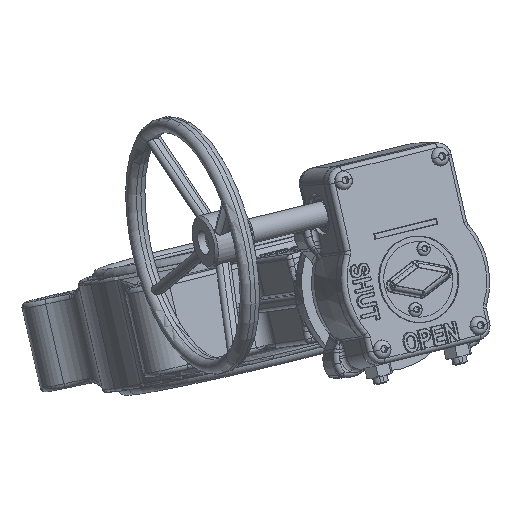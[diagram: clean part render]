
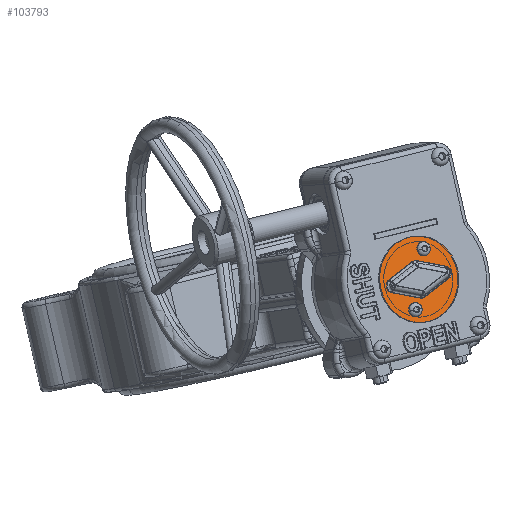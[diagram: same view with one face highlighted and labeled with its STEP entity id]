
A CAD part, top view. The second image highlights one B-rep face of the part: STEP entity #103793.
In plain terms, the highlighted face is planar.
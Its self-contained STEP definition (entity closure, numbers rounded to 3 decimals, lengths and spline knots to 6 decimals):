
#524 = AXIS2_PLACEMENT_3D ( 'NONE', #109451, #29699, #20887 ) ;
#2139 = ORIENTED_EDGE ( 'NONE', *, *, #42299, .F. ) ;
#2230 = CARTESIAN_POINT ( 'NONE',  ( 0., 0.004851, 0.01875 ) ) ;
#2528 = CARTESIAN_POINT ( 'NONE',  ( -0.004784, -0.011548, 0.01875 ) ) ;
#2647 = VERTEX_POINT ( 'NONE', #75441 ) ;
#2925 = VECTOR ( 'NONE', #25063, 1. ) ;
#3225 = DIRECTION ( 'NONE',  ( 0., 0., -1. ) ) ;
#5650 = ORIENTED_EDGE ( 'NONE', *, *, #56567, .T. ) ;
#6492 = ORIENTED_EDGE ( 'NONE', *, *, #34748, .T. ) ;
#7315 = DIRECTION ( 'NONE',  ( 0., 0., -1. ) ) ;
#7715 = VERTEX_POINT ( 'NONE', #103166 ) ;
#8022 = LINE ( 'NONE', #42752, #2925 ) ;
#9090 = CIRCLE ( 'NONE', #71183, 0.00285 ) ;
#9986 = CARTESIAN_POINT ( 'NONE',  ( 0., -0.004851, 0.01875 ) ) ;
#11154 = DIRECTION ( 'NONE',  ( 0., 0., -1. ) ) ;
#11488 = EDGE_CURVE ( 'NONE', #101672, #7715, #75819, .T. ) ;
#11946 = DIRECTION ( 'NONE',  ( 1., 0., 0. ) ) ;
#13695 = DIRECTION ( 'NONE',  ( 0., -1., 0. ) ) ;
#14140 = CARTESIAN_POINT ( 'NONE',  ( -0.012793, -0.002613, 0.01875 ) ) ;
#14828 = EDGE_CURVE ( 'NONE', #113430, #93854, #8022, .T. ) ;
#15222 = CARTESIAN_POINT ( 'NONE',  ( 0.001082, -0.007464, 0.01875 ) ) ;
#15333 = VERTEX_POINT ( 'NONE', #90006 ) ;
#16134 = DIRECTION ( 'NONE',  ( 1., 0., 0. ) ) ;
#16959 = AXIS2_PLACEMENT_3D ( 'NONE', #9986, #11154, #81928 ) ;
#17212 = CIRCLE ( 'NONE', #103930, 0.002828 ) ;
#17483 = CARTESIAN_POINT ( 'NONE',  ( -0.001082, 0.007464, 0.01875 ) ) ;
#19473 = LINE ( 'NONE', #100382, #113325 ) ;
#20887 = DIRECTION ( 'NONE',  ( 1., 0., 0. ) ) ;
#21461 = CARTESIAN_POINT ( 'NONE',  ( 0.004784, 0.011548, 0.01875 ) ) ;
#22286 = AXIS2_PLACEMENT_3D ( 'NONE', #91409, #39400, #84858 ) ;
#22385 = CARTESIAN_POINT ( 'NONE',  ( -0.004784, -0.014398, 0.01875 ) ) ;
#25063 = DIRECTION ( 'NONE',  ( 0.924, 0.383, 0. ) ) ;
#28024 = VERTEX_POINT ( 'NONE', #14140 ) ;
#29699 = DIRECTION ( 'NONE',  ( 0., 0., -1. ) ) ;
#30014 = ORIENTED_EDGE ( 'NONE', *, *, #110653, .F. ) ;
#30292 = DIRECTION ( 'NONE',  ( 0., -1., 0. ) ) ;
#30703 = ORIENTED_EDGE ( 'NONE', *, *, #100376, .T. ) ;
#31759 = CIRCLE ( 'NONE', #35562, 0.002828 ) ;
#33166 = VERTEX_POINT ( 'NONE', #22385 ) ;
#33781 = PLANE ( 'NONE',  #53052 ) ;
#34285 = LINE ( 'NONE', #106374, #36212 ) ;
#34308 = DIRECTION ( 'NONE',  ( 0.924, -0.383, 0. ) ) ;
#34748 = EDGE_CURVE ( 'NONE', #75095, #101672, #115793, .T. ) ;
#35562 = AXIS2_PLACEMENT_3D ( 'NONE', #68906, #112662, #60664 ) ;
#36212 = VECTOR ( 'NONE', #98681, 1. ) ;
#38076 = CARTESIAN_POINT ( 'NONE',  ( 0.004784, 0.011548, 0.01875 ) ) ;
#38456 = DIRECTION ( 'NONE',  ( 0., 0., -1. ) ) ;
#39400 = DIRECTION ( 'NONE',  ( 0., 0., -1. ) ) ;
#40766 = CARTESIAN_POINT ( 'NONE',  ( -0.004784, -0.011548, 0.01875 ) ) ;
#41346 = DIRECTION ( 'NONE',  ( 0., 0., -1. ) ) ;
#42158 = VERTEX_POINT ( 'NONE', #61693 ) ;
#42299 = EDGE_CURVE ( 'NONE', #2647, #50870, #99197, .T. ) ;
#42752 = CARTESIAN_POINT ( 'NONE',  ( -0.002797, 0.006754, 0.01875 ) ) ;
#43212 = FACE_OUTER_BOUND ( 'NONE', #77841, .T. ) ;
#44324 = CARTESIAN_POINT ( 'NONE',  ( 0.002797, 0.006754, 0.01875 ) ) ;
#45150 = DIRECTION ( 'NONE',  ( -1., 0., 0. ) ) ;
#46167 = VERTEX_POINT ( 'NONE', #78466 ) ;
#46406 = EDGE_LOOP ( 'NONE', ( #6492, #46503, #89866, #95210, #87177, #5650, #63728, #109322, #60578 ) ) ;
#46503 = ORIENTED_EDGE ( 'NONE', *, *, #11488, .T. ) ;
#49250 = DIRECTION ( 'NONE',  ( 0., -1., 0. ) ) ;
#50870 = VERTEX_POINT ( 'NONE', #74089 ) ;
#51436 = EDGE_CURVE ( 'NONE', #93122, #42158, #88556, .T. ) ;
#53052 = AXIS2_PLACEMENT_3D ( 'NONE', #96426, #7315, #16134 ) ;
#54602 = DIRECTION ( 'NONE',  ( 0., 0., -1. ) ) ;
#55448 = DIRECTION ( 'NONE',  ( -0.924, -0.383, 0. ) ) ;
#56567 = EDGE_CURVE ( 'NONE', #42158, #28024, #34285, .T. ) ;
#57695 = EDGE_LOOP ( 'NONE', ( #113807, #30703 ) ) ;
#58053 = AXIS2_PLACEMENT_3D ( 'NONE', #40766, #41346, #13695 ) ;
#58777 = VERTEX_POINT ( 'NONE', #95846 ) ;
#59200 = FACE_BOUND ( 'NONE', #57695, .T. ) ;
#59897 = CIRCLE ( 'NONE', #58053, 0.00285 ) ;
#60578 = ORIENTED_EDGE ( 'NONE', *, *, #88044, .T. ) ;
#60664 = DIRECTION ( 'NONE',  ( 1., 0., 0. ) ) ;
#61693 = CARTESIAN_POINT ( 'NONE',  ( -0.001082, -0.007464, 0.01875 ) ) ;
#63453 = CARTESIAN_POINT ( 'NONE',  ( 0., 0., 0.01875 ) ) ;
#63728 = ORIENTED_EDGE ( 'NONE', *, *, #80611, .T. ) ;
#67960 = CIRCLE ( 'NONE', #79265, 0.00285 ) ;
#68906 = CARTESIAN_POINT ( 'NONE',  ( 0.011711, 0., 0.01875 ) ) ;
#71183 = AXIS2_PLACEMENT_3D ( 'NONE', #38076, #94147, #49250 ) ;
#71520 = CIRCLE ( 'NONE', #113073, 0.00285 ) ;
#73114 = ORIENTED_EDGE ( 'NONE', *, *, #87308, .T. ) ;
#73288 = DIRECTION ( 'NONE',  ( 0., 0., -1. ) ) ;
#73589 = EDGE_CURVE ( 'NONE', #46167, #93122, #19473, .T. ) ;
#74089 = CARTESIAN_POINT ( 'NONE',  ( 0.0175, 0., 0.01875 ) ) ;
#74258 = EDGE_LOOP ( 'NONE', ( #95292, #73114 ) ) ;
#74897 = CARTESIAN_POINT ( 'NONE',  ( -0.012793, 0.002613, 0.01875 ) ) ;
#75095 = VERTEX_POINT ( 'NONE', #91546 ) ;
#75441 = CARTESIAN_POINT ( 'NONE',  ( -0.0175, 0., 0.01875 ) ) ;
#75819 = CIRCLE ( 'NONE', #524, 0.002828 ) ;
#77456 = VECTOR ( 'NONE', #34308, 1. ) ;
#77841 = EDGE_LOOP ( 'NONE', ( #2139, #30014 ) ) ;
#78404 = AXIS2_PLACEMENT_3D ( 'NONE', #63453, #54602, #45150 ) ;
#78466 = CARTESIAN_POINT ( 'NONE',  ( 0.012793, -0.002613, 0.01875 ) ) ;
#79265 = AXIS2_PLACEMENT_3D ( 'NONE', #2528, #38456, #103396 ) ;
#80611 = EDGE_CURVE ( 'NONE', #28024, #113430, #103361, .T. ) ;
#81928 = DIRECTION ( 'NONE',  ( 1., 0., 0. ) ) ;
#83902 = CARTESIAN_POINT ( 'NONE',  ( -0.011711, 0., 0.01875 ) ) ;
#84858 = DIRECTION ( 'NONE',  ( -1., 0., 0. ) ) ;
#87177 = ORIENTED_EDGE ( 'NONE', *, *, #51436, .T. ) ;
#87308 = EDGE_CURVE ( 'NONE', #115318, #33166, #67960, .T. ) ;
#88044 = EDGE_CURVE ( 'NONE', #93854, #75095, #17212, .T. ) ;
#88123 = FACE_BOUND ( 'NONE', #74258, .T. ) ;
#88556 = CIRCLE ( 'NONE', #16959, 0.002828 ) ;
#89866 = ORIENTED_EDGE ( 'NONE', *, *, #114401, .T. ) ;
#90006 = CARTESIAN_POINT ( 'NONE',  ( 0.004784, 0.014398, 0.01875 ) ) ;
#91409 = CARTESIAN_POINT ( 'NONE',  ( 0., 0., 0.01875 ) ) ;
#91546 = CARTESIAN_POINT ( 'NONE',  ( 0.001082, 0.007464, 0.01875 ) ) ;
#93122 = VERTEX_POINT ( 'NONE', #15222 ) ;
#93854 = VERTEX_POINT ( 'NONE', #17483 ) ;
#93906 = AXIS2_PLACEMENT_3D ( 'NONE', #83902, #73288, #11946 ) ;
#94147 = DIRECTION ( 'NONE',  ( 0., 0., -1. ) ) ;
#94918 = EDGE_CURVE ( 'NONE', #58777, #15333, #9090, .T. ) ;
#95210 = ORIENTED_EDGE ( 'NONE', *, *, #73589, .T. ) ;
#95292 = ORIENTED_EDGE ( 'NONE', *, *, #97322, .T. ) ;
#95558 = CARTESIAN_POINT ( 'NONE',  ( -0.004784, -0.008698, 0.01875 ) ) ;
#95846 = CARTESIAN_POINT ( 'NONE',  ( 0.004784, 0.008698, 0.01875 ) ) ;
#96426 = CARTESIAN_POINT ( 'NONE',  ( 0., 0., 0.01875 ) ) ;
#97322 = EDGE_CURVE ( 'NONE', #33166, #115318, #59897, .T. ) ;
#98681 = DIRECTION ( 'NONE',  ( -0.924, 0.383, 0. ) ) ;
#99047 = DIRECTION ( 'NONE',  ( 1., 0., 0. ) ) ;
#99197 = CIRCLE ( 'NONE', #78404, 0.0175 ) ;
#100376 = EDGE_CURVE ( 'NONE', #15333, #58777, #71520, .T. ) ;
#100382 = CARTESIAN_POINT ( 'NONE',  ( 0.002797, -0.006754, 0.01875 ) ) ;
#101672 = VERTEX_POINT ( 'NONE', #105274 ) ;
#103166 = CARTESIAN_POINT ( 'NONE',  ( 0.014539, 0., 0.01875 ) ) ;
#103361 = CIRCLE ( 'NONE', #93906, 0.002828 ) ;
#103396 = DIRECTION ( 'NONE',  ( 0., -1., 0. ) ) ;
#103793 = ADVANCED_FACE ( 'NONE', ( #88123, #59200, #104131, #43212 ), #33781, .F. ) ;
#103930 = AXIS2_PLACEMENT_3D ( 'NONE', #2230, #108475, #99047 ) ;
#104131 = FACE_BOUND ( 'NONE', #46406, .T. ) ;
#105274 = CARTESIAN_POINT ( 'NONE',  ( 0.012793, 0.002613, 0.01875 ) ) ;
#106374 = CARTESIAN_POINT ( 'NONE',  ( -0.002797, -0.006754, 0.01875 ) ) ;
#108475 = DIRECTION ( 'NONE',  ( 0., 0., -1. ) ) ;
#109322 = ORIENTED_EDGE ( 'NONE', *, *, #14828, .T. ) ;
#109451 = CARTESIAN_POINT ( 'NONE',  ( 0.011711, 0., 0.01875 ) ) ;
#110653 = EDGE_CURVE ( 'NONE', #50870, #2647, #110887, .T. ) ;
#110887 = CIRCLE ( 'NONE', #22286, 0.0175 ) ;
#112662 = DIRECTION ( 'NONE',  ( 0., 0., -1. ) ) ;
#113073 = AXIS2_PLACEMENT_3D ( 'NONE', #21461, #3225, #30292 ) ;
#113325 = VECTOR ( 'NONE', #55448, 1. ) ;
#113430 = VERTEX_POINT ( 'NONE', #74897 ) ;
#113807 = ORIENTED_EDGE ( 'NONE', *, *, #94918, .T. ) ;
#114401 = EDGE_CURVE ( 'NONE', #7715, #46167, #31759, .T. ) ;
#115318 = VERTEX_POINT ( 'NONE', #95558 ) ;
#115793 = LINE ( 'NONE', #44324, #77456 ) ;
